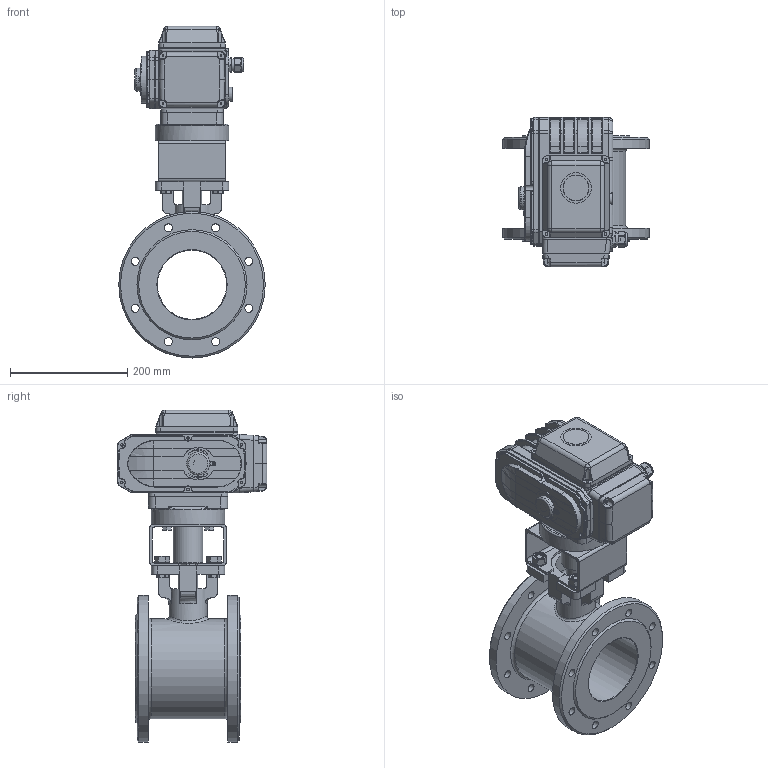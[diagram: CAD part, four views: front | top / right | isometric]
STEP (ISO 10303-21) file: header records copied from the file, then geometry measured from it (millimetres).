
FILE_DESCRIPTION(/* description */ ('Unknown'),/* implementation_level */ '2;1');
FILE_NAME(/* name */ 'AE13_14 0931_0932-13',/* time_stamp */ '2023-08-02T13:27:33+02:00',/* author */ ('Unknown'),/* organization */ ('Unknown'),/* preprocessor_version */ 'ST-DEVELOPER v18.102',/* originating_system */ 'Solid Edge',/* authorisation */ 'Unknown');
FILE_SCHEMA (('AUTOMOTIVE_DESIGN {1 0 10303 214 3 1 1}'));
Products named in the file (48): AE400-8.440.125; 8.440.125 ; Spindeladapter SW22 L60 f. 8.440.125; M10x20; DIN126_M12; M12x30; Mutter M12; AE11-AE16_(AE200_AE400_AE600); NQ40-007 秶郘裔蝶菜; NQ10-035 噩え; TC20X12X7; 盄坶2; NQ40-006 萇蚾裔蝶菜; M倰假蚾啣; NQ40-002A驱动盖(改); NQ10-037 忒雄紱釬諳裔; NQ10-033 硌渀; 盄黑; M型电动执行器直装平视20190829; NQ40-001 眊极; 驱动盖部装(改); NQ40-002A驱动盖(改)_0; NQ40-005驱动盖胶垫; TC20X12X7_0; NQ10-033 硌渀_0; 萇蚾裔窒蚾; NQ40-003 萇蚾裔; NQ40-006 萇蚾裔蝶菜_0; 秶郘裔窒蚾; NQ40-004 秶郘裔; NQ40-007 秶郘裔蝶菜_0; NQ10-037 忒雄紱釬諳裔_0; 盄坶; 盄坶1; 盄坶2_0; 盄黑_0; M倰薊粣ん; M倰假蚾啣_0; NQ10-034 梓僅啣; NQ10-035 噩え_0 ...
Assembly tree (59 placements, depth 5):
  AE400-8.440.125
    8.440.125 
    Spindeladapter SW22 L60 f. 8.440.125
    M10x20  x4
    DIN126_M12  x4
    M12x30  x4
    Mutter M12  x4
    AE11-AE16_(AE200_AE400_AE600)
      NQ40-007 秶郘裔蝶菜
      NQ10-035 噩え
      TC20X12X7
      盄坶2
      NQ40-006 萇蚾裔蝶菜
      M倰假蚾啣
      NQ40-002A驱动盖(改)
      NQ10-037 忒雄紱釬諳裔
      NQ10-033 硌渀
      盄黑
      M型电动执行器直装平视20190829
        NQ40-001 眊极
        驱动盖部装(改)
          NQ40-002A驱动盖(改)_0
          NQ40-005驱动盖胶垫
          TC20X12X7_0
        NQ10-033 硌渀_0
        萇蚾裔窒蚾
          NQ40-003 萇蚾裔
          NQ40-006 萇蚾裔蝶菜_0
        秶郘裔窒蚾
          NQ40-004 秶郘裔
          NQ40-007 秶郘裔蝶菜_0
        NQ10-037 忒雄紱釬諳裔_0
        盄坶
          盄坶1
          盄坶2_0
        盄黑_0
        M倰薊粣ん
        M倰假蚾啣_0
        NQ10-034 梓僅啣
        NQ10-035 噩え_0
      NQ40-004 秶郘裔_0
      NQ10-034 梓僅啣_0
      NQ40-005驱动盖胶垫_0
      盄坶1_0
      NQ40-003 萇蚾裔_0
      M倰薊粣ん_0
      NQ40-001 眊极_0
    Brücke F10-F12
Bounding box: 250 x 255.5 x 566.5 mm (x, y, z)
Volume: 7298047.1 mm3; surface area: 904540.5 mm2
Topology: 36 solids, 36 shells, 2288 faces, 5974 edges, 3827 vertices
Faces by surface type: plane 962, cylinder 789, bspline 196, torus 187, cone 136, sphere 18
Full cylindrical faces by diameter (mm): 2.5 x8, 3.2 x2, 3.3 x4, 3.5 x1, 4 x8, 4.2 x11, 5.5 x14, 5.8 x14, 6.8 x4, 8 x1, 8.5 x6, 10 x4, 10.5 x4, 11 x4, 12 x9, 12.3 x1, 13 x12, 13.2 x1, 13.5 x1, 13.8 x1, 13.835 x16, 14 x1, 14.6 x2, 15 x1, 16 x1, 17.4 x1, 18 x1, 18.7 x1, 19 x2, 19.16 x1
Entity records: 75282 total; most frequent: CARTESIAN_POINT 22651, DIRECTION 10445, ORIENTED_EDGE 10390, EDGE_CURVE 5195, AXIS2_PLACEMENT_3D 3852, VERTEX_POINT 3447, LINE 2741, VECTOR 2741
